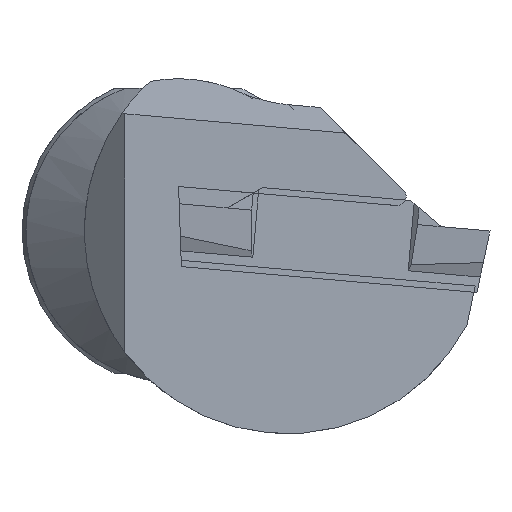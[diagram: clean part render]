
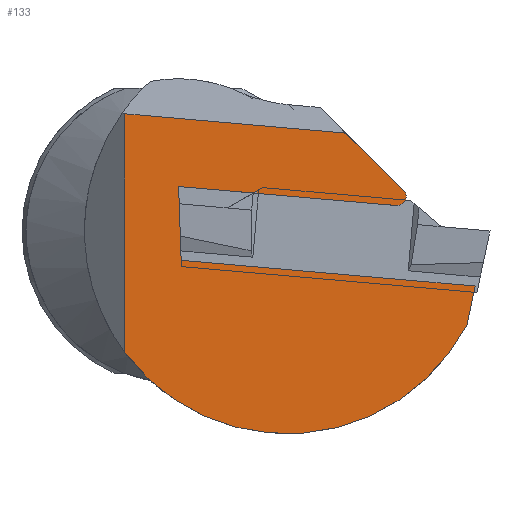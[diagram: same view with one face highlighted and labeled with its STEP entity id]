
A CAD part, left-side view. The second image highlights one B-rep face of the part: STEP entity #133.
In plain terms, the highlighted planar face has unit normal (-1, 0, 0).
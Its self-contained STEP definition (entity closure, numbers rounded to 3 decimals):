
#53=CIRCLE('',#1071,0.6);
#54=CIRCLE('',#1072,13.);
#133=ADVANCED_FACE('',(#229),#185,.T.);
#185=PLANE('',#1073);
#229=FACE_OUTER_BOUND('',#282,.T.);
#282=EDGE_LOOP('',(#460,#461,#462,#463,#464,#465,#466,#467,#468));
#460=ORIENTED_EDGE('',*,*,#763,.F.);
#461=ORIENTED_EDGE('',*,*,#764,.F.);
#462=ORIENTED_EDGE('',*,*,#765,.F.);
#463=ORIENTED_EDGE('',*,*,#766,.T.);
#464=ORIENTED_EDGE('',*,*,#767,.T.);
#465=ORIENTED_EDGE('',*,*,#768,.T.);
#466=ORIENTED_EDGE('',*,*,#769,.T.);
#467=ORIENTED_EDGE('',*,*,#770,.T.);
#468=ORIENTED_EDGE('',*,*,#771,.F.);
#644=VERTEX_POINT('',#1543);
#645=VERTEX_POINT('',#1544);
#646=VERTEX_POINT('',#1546);
#647=VERTEX_POINT('',#1548);
#648=VERTEX_POINT('',#1550);
#649=VERTEX_POINT('',#1552);
#650=VERTEX_POINT('',#1554);
#651=VERTEX_POINT('',#1556);
#652=VERTEX_POINT('',#1558);
#763=EDGE_CURVE('',#644,#645,#899,.T.);
#764=EDGE_CURVE('',#646,#644,#900,.T.);
#765=EDGE_CURVE('',#647,#646,#53,.T.);
#766=EDGE_CURVE('',#647,#648,#901,.T.);
#767=EDGE_CURVE('',#648,#649,#902,.T.);
#768=EDGE_CURVE('',#649,#650,#903,.T.);
#769=EDGE_CURVE('',#650,#651,#54,.T.);
#770=EDGE_CURVE('',#651,#652,#904,.T.);
#771=EDGE_CURVE('',#645,#652,#905,.T.);
#899=LINE('',#1542,#1003);
#900=LINE('',#1545,#1004);
#901=LINE('',#1549,#1005);
#902=LINE('',#1551,#1006);
#903=LINE('',#1553,#1007);
#904=LINE('',#1557,#1008);
#905=LINE('',#1559,#1009);
#1003=VECTOR('',#1260,1.);
#1004=VECTOR('',#1261,1.);
#1005=VECTOR('',#1264,1.);
#1006=VECTOR('',#1265,1.);
#1007=VECTOR('',#1266,1.);
#1008=VECTOR('',#1269,1.);
#1009=VECTOR('',#1270,1.);
#1071=AXIS2_PLACEMENT_3D('',#1547,#1262,#1263);
#1072=AXIS2_PLACEMENT_3D('',#1555,#1267,#1268);
#1073=AXIS2_PLACEMENT_3D('',#1560,#1271,#1272);
#1260=DIRECTION('',(0.,-0.035,-0.999));
#1261=DIRECTION('',(0.,0.996,0.087));
#1262=DIRECTION('',(1.,0.,0.));
#1263=DIRECTION('',(0.,0.,1.));
#1264=DIRECTION('',(0.,0.707,0.707));
#1265=DIRECTION('',(0.,0.996,0.087));
#1266=DIRECTION('',(0.,0.,-1.));
#1267=DIRECTION('',(-1.,0.,0.));
#1268=DIRECTION('',(0.,0.,1.));
#1269=DIRECTION('',(0.,-0.208,0.978));
#1270=DIRECTION('',(0.,-0.996,-0.087));
#1271=DIRECTION('',(-1.,0.,0.));
#1272=DIRECTION('',(0.,0.,1.));
#1542=CARTESIAN_POINT('',(0.4,-0.137,0.005));
#1543=CARTESIAN_POINT('',(0.4,-0.037,2.851));
#1544=CARTESIAN_POINT('',(0.4,-0.203,-1.882));
#1545=CARTESIAN_POINT('',(0.4,-0.248,2.832));
#1546=CARTESIAN_POINT('',(0.4,-13.975,1.631));
#1547=CARTESIAN_POINT('',(0.4,-14.028,2.229));
#1548=CARTESIAN_POINT('',(0.4,-14.586,2.448));
#1549=CARTESIAN_POINT('',(0.4,-8.517,8.517));
#1550=CARTESIAN_POINT('',(0.4,-10.762,6.272));
#1551=CARTESIAN_POINT('',(0.4,-0.626,7.159));
#1552=CARTESIAN_POINT('',(0.4,3.4,7.511));
#1553=CARTESIAN_POINT('',(0.4,3.4,0.));
#1554=CARTESIAN_POINT('',(0.4,3.4,-7.8));
#1555=CARTESIAN_POINT('',(0.4,-7.,0.));
#1556=CARTESIAN_POINT('',(0.4,-18.514,-6.035));
#1557=CARTESIAN_POINT('',(0.4,-18.941,-4.026));
#1558=CARTESIAN_POINT('',(0.4,-19.047,-3.53));
#1559=CARTESIAN_POINT('',(0.4,0.162,-1.85));
#1560=CARTESIAN_POINT('',(0.4,0.,0.));
